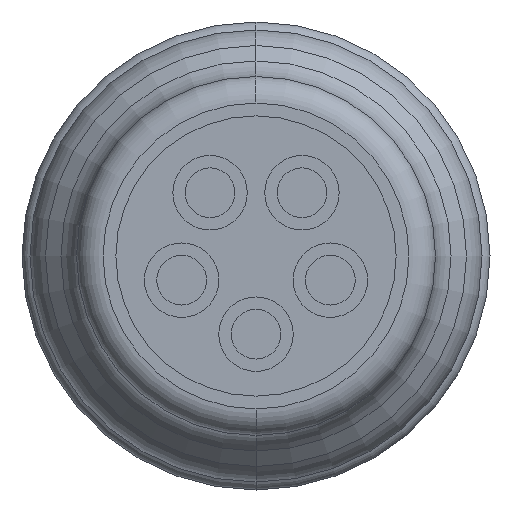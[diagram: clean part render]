
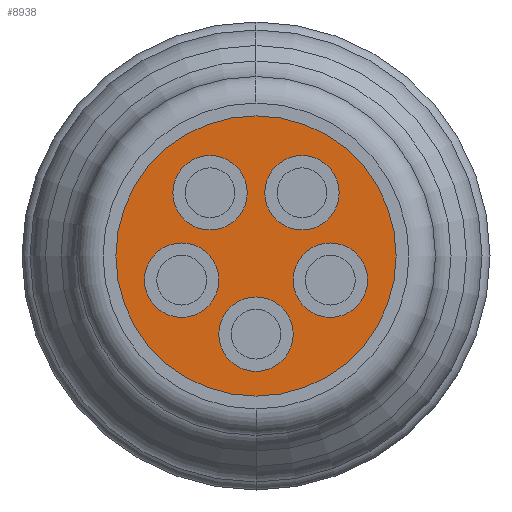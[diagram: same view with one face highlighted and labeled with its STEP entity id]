
A CAD part, left-side view. The second image highlights one B-rep face of the part: STEP entity #8938.
In plain terms, the highlighted planar face has unit normal (-1, 0, 0).
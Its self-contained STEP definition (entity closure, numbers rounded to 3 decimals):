
#1=CARTESIAN_POINT('',(-100.,0.,0.));
#2=DIRECTION('',(1.,0.,0.));
#3=DIRECTION('',(0.,-1.,0.));
#4=AXIS2_PLACEMENT_3D('',#1,#2,#3);
#6=CARTESIAN_POINT('',(-100.,0.,0.));
#7=DIRECTION('',(1.,0.,0.));
#8=DIRECTION('',(0.,1.,0.));
#9=AXIS2_PLACEMENT_3D('',#6,#7,#8);
#11=CARTESIAN_POINT('',(-100.,0.,-2.94));
#12=DIRECTION('',(-1.,0.,0.));
#13=DIRECTION('',(0.,1.,0.));
#14=AXIS2_PLACEMENT_3D('',#11,#12,#13);
#16=CARTESIAN_POINT('',(-100.,0.,-2.94));
#17=DIRECTION('',(-1.,0.,0.));
#18=DIRECTION('',(0.,-1.,0.));
#19=AXIS2_PLACEMENT_3D('',#16,#17,#18);
#21=CARTESIAN_POINT('',(-100.,2.796,-0.909));
#22=DIRECTION('',(-1.,0.,0.));
#23=DIRECTION('',(0.,1.,0.));
#24=AXIS2_PLACEMENT_3D('',#21,#22,#23);
#26=CARTESIAN_POINT('',(-100.,2.796,-0.909));
#27=DIRECTION('',(-1.,0.,0.));
#28=DIRECTION('',(0.,-1.,0.));
#29=AXIS2_PLACEMENT_3D('',#26,#27,#28);
#31=CARTESIAN_POINT('',(-100.,1.728,2.379));
#32=DIRECTION('',(-1.,0.,0.));
#33=DIRECTION('',(0.,1.,0.));
#34=AXIS2_PLACEMENT_3D('',#31,#32,#33);
#36=CARTESIAN_POINT('',(-100.,1.728,2.379));
#37=DIRECTION('',(-1.,0.,0.));
#38=DIRECTION('',(0.,-1.,0.));
#39=AXIS2_PLACEMENT_3D('',#36,#37,#38);
#41=CARTESIAN_POINT('',(-100.,-1.728,2.379));
#42=DIRECTION('',(-1.,0.,0.));
#43=DIRECTION('',(0.,1.,0.));
#44=AXIS2_PLACEMENT_3D('',#41,#42,#43);
#46=CARTESIAN_POINT('',(-100.,-1.728,2.379));
#47=DIRECTION('',(-1.,0.,0.));
#48=DIRECTION('',(0.,-1.,0.));
#49=AXIS2_PLACEMENT_3D('',#46,#47,#48);
#51=CARTESIAN_POINT('',(-100.,-2.796,-0.909));
#52=DIRECTION('',(-1.,0.,0.));
#53=DIRECTION('',(0.,1.,0.));
#54=AXIS2_PLACEMENT_3D('',#51,#52,#53);
#56=CARTESIAN_POINT('',(-100.,-2.796,-0.909));
#57=DIRECTION('',(-1.,0.,0.));
#58=DIRECTION('',(0.,-1.,0.));
#59=AXIS2_PLACEMENT_3D('',#56,#57,#58);
#7420=CARTESIAN_POINT('',(-100.,-5.271,0.));
#7421=CARTESIAN_POINT('',(-100.,5.271,0.));
#7422=VERTEX_POINT('',#7420);
#7423=VERTEX_POINT('',#7421);
#7444=CARTESIAN_POINT('',(-100.,1.4,-2.94));
#7445=CARTESIAN_POINT('',(-100.,-1.4,-2.94));
#7446=VERTEX_POINT('',#7444);
#7447=VERTEX_POINT('',#7445);
#7448=CARTESIAN_POINT('',(-100.,4.196,-0.909));
#7449=CARTESIAN_POINT('',(-100.,1.396,-0.909));
#7450=VERTEX_POINT('',#7448);
#7451=VERTEX_POINT('',#7449);
#7452=CARTESIAN_POINT('',(-100.,3.128,2.379));
#7453=CARTESIAN_POINT('',(-100.,0.328,2.379));
#7454=VERTEX_POINT('',#7452);
#7455=VERTEX_POINT('',#7453);
#7456=CARTESIAN_POINT('',(-100.,-0.328,2.379));
#7457=CARTESIAN_POINT('',(-100.,-3.128,2.379));
#7458=VERTEX_POINT('',#7456);
#7459=VERTEX_POINT('',#7457);
#7460=CARTESIAN_POINT('',(-100.,-1.396,-0.909));
#7461=CARTESIAN_POINT('',(-100.,-4.196,-0.909));
#7462=VERTEX_POINT('',#7460);
#7463=VERTEX_POINT('',#7461);
#8897=CARTESIAN_POINT('',(-100.,0.,0.));
#8898=DIRECTION('',(1.,0.,0.));
#8899=DIRECTION('',(0.,-1.,0.));
#8900=AXIS2_PLACEMENT_3D('',#8897,#8898,#8899);
#8901=PLANE('',#8900);
#8903=ORIENTED_EDGE('',*,*,#8902,.T.);
#8905=ORIENTED_EDGE('',*,*,#8904,.T.);
#8906=EDGE_LOOP('',(#8903,#8905));
#8907=FACE_OUTER_BOUND('',#8906,.F.);
#8909=ORIENTED_EDGE('',*,*,#8908,.T.);
#8911=ORIENTED_EDGE('',*,*,#8910,.T.);
#8912=EDGE_LOOP('',(#8909,#8911));
#8913=FACE_BOUND('',#8912,.F.);
#8915=ORIENTED_EDGE('',*,*,#8914,.T.);
#8917=ORIENTED_EDGE('',*,*,#8916,.T.);
#8918=EDGE_LOOP('',(#8915,#8917));
#8919=FACE_BOUND('',#8918,.F.);
#8921=ORIENTED_EDGE('',*,*,#8920,.T.);
#8923=ORIENTED_EDGE('',*,*,#8922,.T.);
#8924=EDGE_LOOP('',(#8921,#8923));
#8925=FACE_BOUND('',#8924,.F.);
#8927=ORIENTED_EDGE('',*,*,#8926,.T.);
#8929=ORIENTED_EDGE('',*,*,#8928,.T.);
#8930=EDGE_LOOP('',(#8927,#8929));
#8931=FACE_BOUND('',#8930,.F.);
#8933=ORIENTED_EDGE('',*,*,#8932,.T.);
#8935=ORIENTED_EDGE('',*,*,#8934,.T.);
#8936=EDGE_LOOP('',(#8933,#8935));
#8937=FACE_BOUND('',#8936,.F.);
#8938=ADVANCED_FACE('',(#8907,#8913,#8919,#8925,#8931,#8937),#8901,.F.);
#5=CIRCLE('',#4,5.271);
#10=CIRCLE('',#9,5.271);
#15=CIRCLE('',#14,1.4);
#20=CIRCLE('',#19,1.4);
#25=CIRCLE('',#24,1.4);
#30=CIRCLE('',#29,1.4);
#35=CIRCLE('',#34,1.4);
#40=CIRCLE('',#39,1.4);
#45=CIRCLE('',#44,1.4);
#50=CIRCLE('',#49,1.4);
#55=CIRCLE('',#54,1.4);
#60=CIRCLE('',#59,1.4);
#8902=EDGE_CURVE('',#7422,#7423,#5,.T.);
#8904=EDGE_CURVE('',#7423,#7422,#10,.T.);
#8908=EDGE_CURVE('',#7446,#7447,#15,.T.);
#8910=EDGE_CURVE('',#7447,#7446,#20,.T.);
#8914=EDGE_CURVE('',#7450,#7451,#25,.T.);
#8916=EDGE_CURVE('',#7451,#7450,#30,.T.);
#8920=EDGE_CURVE('',#7454,#7455,#35,.T.);
#8922=EDGE_CURVE('',#7455,#7454,#40,.T.);
#8926=EDGE_CURVE('',#7458,#7459,#45,.T.);
#8928=EDGE_CURVE('',#7459,#7458,#50,.T.);
#8932=EDGE_CURVE('',#7462,#7463,#55,.T.);
#8934=EDGE_CURVE('',#7463,#7462,#60,.T.);
